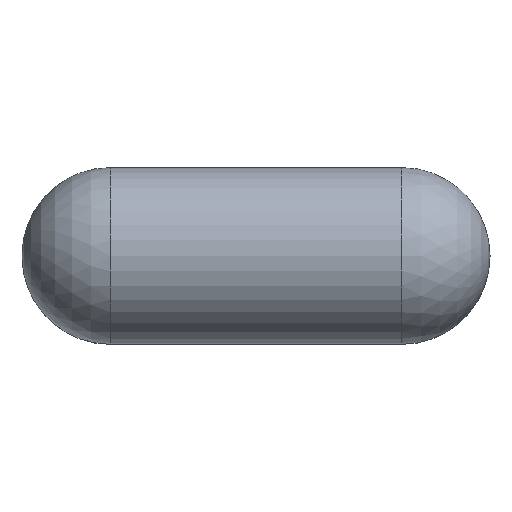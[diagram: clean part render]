
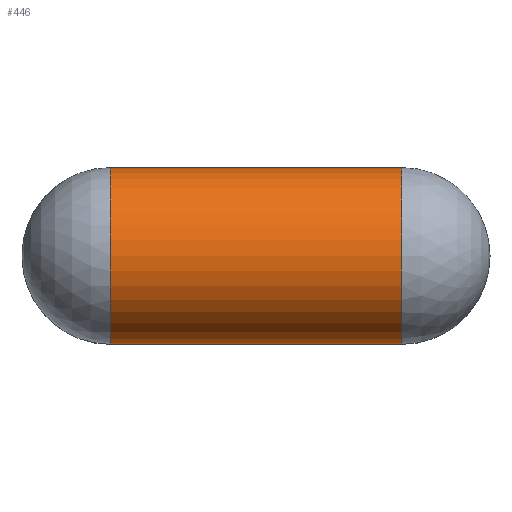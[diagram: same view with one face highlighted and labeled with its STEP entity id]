
A CAD part, top view. The second image highlights one B-rep face of the part: STEP entity #446.
In plain terms, the highlighted cylindrical face has radius 2.15 mm (diameter 4.3 mm), a partial arc.
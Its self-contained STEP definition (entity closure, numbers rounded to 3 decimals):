
#276=CARTESIAN_POINT('',(-3.55,-2.15,8.8));
#277=VERTEX_POINT('',#276);
#309=CARTESIAN_POINT('',(3.55,-2.15,8.8));
#310=VERTEX_POINT('',#309);
#351=CARTESIAN_POINT('',(3.55,2.15,8.8));
#352=VERTEX_POINT('',#351);
#411=CARTESIAN_POINT('',(-3.55,0.,8.8));
#412=DIRECTION('',(1.0,0.,0.0));
#413=DIRECTION('',(0.0,1.0,0.0));
#414=AXIS2_PLACEMENT_3D('',#411,#412,#413);
#415=CYLINDRICAL_SURFACE('',#414,2.15);
#416=CARTESIAN_POINT('',(3.55,-2.15,8.8));
#417=DIRECTION('',(-1.0,0.0,0.0));
#418=VECTOR('',#417,7.1);
#419=LINE('',#416,#418);
#420=EDGE_CURVE('',#310,#277,#419,.T.);
#421=ORIENTED_EDGE('',*,*,#420,.F.);
#422=CARTESIAN_POINT('',(3.55,0.,8.8));
#423=DIRECTION('',(1.0,0.0,0.0));
#424=DIRECTION('',(0.0,1.0,0.0));
#425=AXIS2_PLACEMENT_3D('',#422,#423,#424);
#426=CIRCLE('',#425,2.15);
#427=EDGE_CURVE('',#352,#310,#426,.T.);
#428=ORIENTED_EDGE('',*,*,#427,.F.);
#429=CARTESIAN_POINT('',(-3.55,2.15,8.8));
#430=VERTEX_POINT('',#429);
#431=CARTESIAN_POINT('',(3.55,2.15,8.8));
#432=DIRECTION('',(-1.0,0.0,0.0));
#433=VECTOR('',#432,7.1);
#434=LINE('',#431,#433);
#435=EDGE_CURVE('',#352,#430,#434,.T.);
#436=ORIENTED_EDGE('',*,*,#435,.T.);
#437=CARTESIAN_POINT('',(-3.55,0.,8.8));
#438=DIRECTION('',(1.0,0.0,0.0));
#439=DIRECTION('',(0.0,1.0,0.0));
#440=AXIS2_PLACEMENT_3D('',#437,#438,#439);
#441=CIRCLE('',#440,2.15);
#442=EDGE_CURVE('',#430,#277,#441,.T.);
#443=ORIENTED_EDGE('',*,*,#442,.T.);
#444=EDGE_LOOP('',(#421,#428,#436,#443));
#445=FACE_OUTER_BOUND('',#444,.T.);
#446=ADVANCED_FACE('',(#445),#415,.T.);
